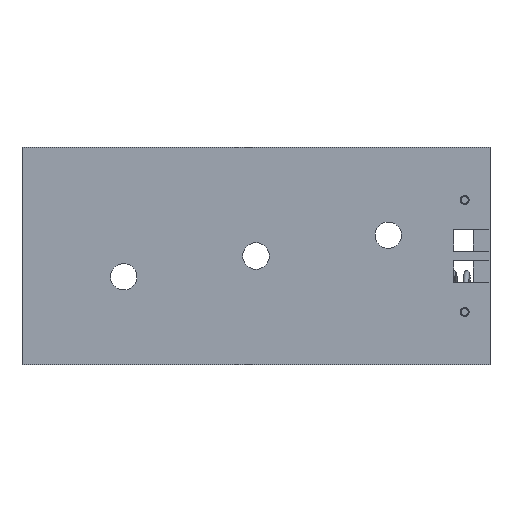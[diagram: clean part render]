
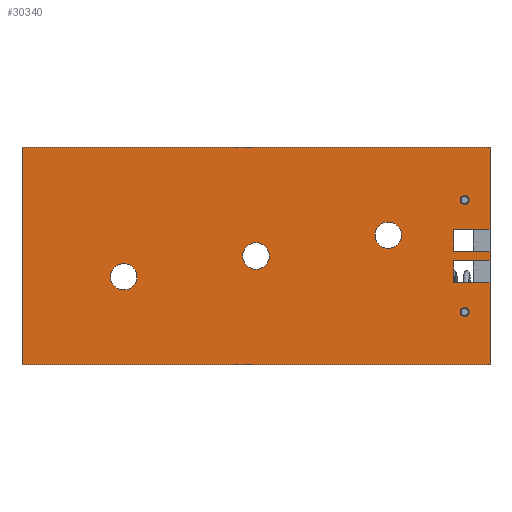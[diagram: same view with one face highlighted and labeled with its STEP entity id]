
A CAD part, front view. The second image highlights one B-rep face of the part: STEP entity #30340.
In plain terms, the highlighted planar face has unit normal (0, -1, 0).
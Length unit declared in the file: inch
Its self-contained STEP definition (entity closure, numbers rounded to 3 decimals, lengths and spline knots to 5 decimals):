
#112 = CARTESIAN_POINT ( 'NONE',  ( 1.30491, -0.38551, 0.43378 ) ) ;
#363 = VECTOR ( 'NONE', #6965, 39.37008 ) ;
#856 = AXIS2_PLACEMENT_3D ( 'NONE', #23361, #8333, #25813 ) ;
#918 = VERTEX_POINT ( 'NONE', #7538 ) ;
#1109 = EDGE_LOOP ( 'NONE', ( #16664, #7984, #25778, #26983, #4022, #24514, #3844, #26271, #17807, #12881, #5030, #31481 ) ) ;
#1142 = VERTEX_POINT ( 'NONE', #20668 ) ;
#1472 = ORIENTED_EDGE ( 'NONE', *, *, #24643, .F. ) ;
#1557 = DIRECTION ( 'NONE',  ( 0., 0., -1. ) ) ;
#1700 = ORIENTED_EDGE ( 'NONE', *, *, #12592, .F. ) ;
#1974 = CIRCLE ( 'NONE', #27445, 0.02 ) ;
#2110 = CARTESIAN_POINT ( 'NONE',  ( 1.30491, -0.38551, -0.53422 ) ) ;
#2117 = DIRECTION ( 'NONE',  ( 0., 0., 1. ) ) ;
#2172 = FACE_BOUND ( 'NONE', #26723, .T. ) ;
#2245 = EDGE_CURVE ( 'NONE', #17010, #29628, #18004, .T. ) ;
#2296 = VECTOR ( 'NONE', #19733, 39.37008 ) ;
#2958 = FACE_BOUND ( 'NONE', #25707, .T. ) ;
#2975 = DIRECTION ( 'NONE',  ( 0., 0., -1. ) ) ;
#3267 = EDGE_CURVE ( 'NONE', #26988, #17148, #21580, .T. ) ;
#3361 = EDGE_CURVE ( 'NONE', #14939, #14939, #14476, .T. ) ;
#3412 = VERTEX_POINT ( 'NONE', #5184 ) ;
#3428 = AXIS2_PLACEMENT_3D ( 'NONE', #31948, #17192, #2117 ) ;
#3844 = ORIENTED_EDGE ( 'NONE', *, *, #8114, .F. ) ;
#3873 = CARTESIAN_POINT ( 'NONE',  ( 1.14291, -0.38551, 0.06878 ) ) ;
#4022 = ORIENTED_EDGE ( 'NONE', *, *, #7715, .T. ) ;
#4448 = CARTESIAN_POINT ( 'NONE',  ( 1.14291, -0.38551, -0.07122 ) ) ;
#4455 = CARTESIAN_POINT ( 'NONE',  ( 1.14291, -0.38551, -0.07122 ) ) ;
#4476 = DIRECTION ( 'NONE',  ( 0., 0., -1. ) ) ;
#4552 = EDGE_CURVE ( 'NONE', #918, #25150, #26659, .T. ) ;
#5030 = ORIENTED_EDGE ( 'NONE', *, *, #7158, .F. ) ;
#5110 = VERTEX_POINT ( 'NONE', #5399 ) ;
#5184 = CARTESIAN_POINT ( 'NONE',  ( 1.30491, -0.38551, 0.06878 ) ) ;
#5399 = CARTESIAN_POINT ( 'NONE',  ( 0.85191, -0.38551, -0.01672 ) ) ;
#5623 = ORIENTED_EDGE ( 'NONE', *, *, #23341, .F. ) ;
#5729 = PLANE ( 'NONE',  #856 ) ;
#6249 = CARTESIAN_POINT ( 'NONE',  ( 0.85191, -0.38551, 0.04228 ) ) ;
#6404 = DIRECTION ( 'NONE',  ( 1., 0., 0. ) ) ;
#6892 = ORIENTED_EDGE ( 'NONE', *, *, #13796, .F. ) ;
#6965 = DIRECTION ( 'NONE',  ( 1., 0., 0. ) ) ;
#7063 = VERTEX_POINT ( 'NONE', #25621 ) ;
#7075 = AXIS2_PLACEMENT_3D ( 'NONE', #6249, #23770, #8770 ) ;
#7158 = EDGE_CURVE ( 'NONE', #15677, #28705, #8207, .T. ) ;
#7409 = AXIS2_PLACEMENT_3D ( 'NONE', #22732, #7690, #25203 ) ;
#7538 = CARTESIAN_POINT ( 'NONE',  ( 1.14291, -0.38551, 0.06878 ) ) ;
#7690 = DIRECTION ( 'NONE',  ( 0., -1., 0. ) ) ;
#7715 = EDGE_CURVE ( 'NONE', #11237, #17148, #11337, .T. ) ;
#7984 = ORIENTED_EDGE ( 'NONE', *, *, #27776, .T. ) ;
#8057 = FACE_OUTER_BOUND ( 'NONE', #1109, .T. ) ;
#8114 = EDGE_CURVE ( 'NONE', #29628, #26988, #9710, .T. ) ;
#8207 = LINE ( 'NONE', #112, #25788 ) ;
#8228 = DIRECTION ( 'NONE',  ( 1., 0., 0. ) ) ;
#8333 = DIRECTION ( 'NONE',  ( 0., 1., 0. ) ) ;
#8770 = DIRECTION ( 'NONE',  ( 0., 0., -1. ) ) ;
#8862 = FACE_BOUND ( 'NONE', #26875, .T. ) ;
#9015 = CARTESIAN_POINT ( 'NONE',  ( -0.78109, -0.38551, 0.43378 ) ) ;
#9316 = LINE ( 'NONE', #23943, #21876 ) ;
#9379 = DIRECTION ( 'NONE',  ( 0., 0., -1. ) ) ;
#9401 = VECTOR ( 'NONE', #6404, 39.37008 ) ;
#9457 = AXIS2_PLACEMENT_3D ( 'NONE', #31413, #16652, #1557 ) ;
#9710 = LINE ( 'NONE', #21622, #28768 ) ;
#11237 = VERTEX_POINT ( 'NONE', #9015 ) ;
#11337 = LINE ( 'NONE', #14814, #16466 ) ;
#12592 = EDGE_CURVE ( 'NONE', #5110, #5110, #15658, .T. ) ;
#12881 = ORIENTED_EDGE ( 'NONE', *, *, #14731, .T. ) ;
#13142 = DIRECTION ( 'NONE',  ( 0., -1., 0. ) ) ;
#13338 = ORIENTED_EDGE ( 'NONE', *, *, #3361, .F. ) ;
#13796 = EDGE_CURVE ( 'NONE', #17678, #17678, #14669, .T. ) ;
#14009 = EDGE_CURVE ( 'NONE', #17067, #3412, #22853, .T. ) ;
#14137 = CARTESIAN_POINT ( 'NONE',  ( 1.30491, -0.38551, -0.07122 ) ) ;
#14248 = LINE ( 'NONE', #18351, #26694 ) ;
#14476 = CIRCLE ( 'NONE', #7409, 0.059 ) ;
#14669 = CIRCLE ( 'NONE', #9457, 0.059 ) ;
#14731 = EDGE_CURVE ( 'NONE', #29398, #28705, #20439, .T. ) ;
#14766 = FACE_BOUND ( 'NONE', #24645, .T. ) ;
#14814 = CARTESIAN_POINT ( 'NONE',  ( -0.78109, -0.38551, 0.43378 ) ) ;
#14939 = VERTEX_POINT ( 'NONE', #27645 ) ;
#15658 = CIRCLE ( 'NONE', #7075, 0.059 ) ;
#15677 = VERTEX_POINT ( 'NONE', #30906 ) ;
#15839 = CARTESIAN_POINT ( 'NONE',  ( 1.14291, -0.38551, -0.16922 ) ) ;
#16232 = VECTOR ( 'NONE', #9379, 39.37008 ) ;
#16466 = VECTOR ( 'NONE', #17343, 39.37008 ) ;
#16652 = DIRECTION ( 'NONE',  ( 0., -1., 0. ) ) ;
#16664 = ORIENTED_EDGE ( 'NONE', *, *, #4552, .F. ) ;
#17010 = VERTEX_POINT ( 'NONE', #19610 ) ;
#17067 = VERTEX_POINT ( 'NONE', #27221 ) ;
#17148 = VERTEX_POINT ( 'NONE', #17792 ) ;
#17192 = DIRECTION ( 'NONE',  ( 0., -1., 0. ) ) ;
#17343 = DIRECTION ( 'NONE',  ( 0., 0., -1. ) ) ;
#17651 = CARTESIAN_POINT ( 'NONE',  ( 1.30491, -0.38551, -0.53422 ) ) ;
#17678 = VERTEX_POINT ( 'NONE', #25406 ) ;
#17792 = CARTESIAN_POINT ( 'NONE',  ( -0.78109, -0.38551, -0.53422 ) ) ;
#17807 = ORIENTED_EDGE ( 'NONE', *, *, #22269, .F. ) ;
#18004 = LINE ( 'NONE', #15839, #23083 ) ;
#18022 = CARTESIAN_POINT ( 'NONE',  ( 1.14291, -0.38551, 0.06878 ) ) ;
#18128 = CARTESIAN_POINT ( 'NONE',  ( 1.14291, -0.38551, -0.02922 ) ) ;
#18346 = DIRECTION ( 'NONE',  ( 1., 0., 0. ) ) ;
#18351 = CARTESIAN_POINT ( 'NONE',  ( 1.14291, -0.38551, -0.16922 ) ) ;
#19610 = CARTESIAN_POINT ( 'NONE',  ( 1.14291, -0.38551, -0.16922 ) ) ;
#19651 = EDGE_LOOP ( 'NONE', ( #6892 ) ) ;
#19733 = DIRECTION ( 'NONE',  ( -1., 0., 0. ) ) ;
#20439 = LINE ( 'NONE', #4448, #363 ) ;
#20668 = CARTESIAN_POINT ( 'NONE',  ( 1.19191, -0.38551, -0.28022 ) ) ;
#20863 = DIRECTION ( 'NONE',  ( 0., 0., -1. ) ) ;
#21213 = EDGE_CURVE ( 'NONE', #17067, #11237, #9316, .T. ) ;
#21443 = FACE_BOUND ( 'NONE', #19651, .T. ) ;
#21580 = LINE ( 'NONE', #2110, #2296 ) ;
#21622 = CARTESIAN_POINT ( 'NONE',  ( 1.30491, -0.38551, 0.43378 ) ) ;
#21876 = VECTOR ( 'NONE', #26406, 39.37008 ) ;
#21972 = LINE ( 'NONE', #3873, #9401 ) ;
#22221 = LINE ( 'NONE', #18128, #27957 ) ;
#22269 = EDGE_CURVE ( 'NONE', #29398, #17010, #14248, .T. ) ;
#22732 = CARTESIAN_POINT ( 'NONE',  ( -0.32809, -0.38551, -0.14272 ) ) ;
#22853 = LINE ( 'NONE', #24976, #16232 ) ;
#23069 = CARTESIAN_POINT ( 'NONE',  ( 1.30491, -0.38551, -0.16922 ) ) ;
#23083 = VECTOR ( 'NONE', #18346, 39.37008 ) ;
#23341 = EDGE_CURVE ( 'NONE', #1142, #1142, #27145, .T. ) ;
#23361 = CARTESIAN_POINT ( 'NONE',  ( 1.30491, -0.38551, 0.43378 ) ) ;
#23770 = DIRECTION ( 'NONE',  ( 0., -1., 0. ) ) ;
#23943 = CARTESIAN_POINT ( 'NONE',  ( 1.30491, -0.38551, 0.43378 ) ) ;
#24514 = ORIENTED_EDGE ( 'NONE', *, *, #3267, .F. ) ;
#24643 = EDGE_CURVE ( 'NONE', #7063, #7063, #1974, .T. ) ;
#24645 = EDGE_LOOP ( 'NONE', ( #1472 ) ) ;
#24976 = CARTESIAN_POINT ( 'NONE',  ( 1.30491, -0.38551, 0.43378 ) ) ;
#25150 = VERTEX_POINT ( 'NONE', #25378 ) ;
#25203 = DIRECTION ( 'NONE',  ( 0., 0., -1. ) ) ;
#25378 = CARTESIAN_POINT ( 'NONE',  ( 1.14291, -0.38551, -0.02922 ) ) ;
#25406 = CARTESIAN_POINT ( 'NONE',  ( 0.26191, -0.38551, -0.10922 ) ) ;
#25621 = CARTESIAN_POINT ( 'NONE',  ( 1.19191, -0.38551, 0.17978 ) ) ;
#25707 = EDGE_LOOP ( 'NONE', ( #13338 ) ) ;
#25778 = ORIENTED_EDGE ( 'NONE', *, *, #14009, .F. ) ;
#25788 = VECTOR ( 'NONE', #29983, 39.37008 ) ;
#25813 = DIRECTION ( 'NONE',  ( 0., 0., 1. ) ) ;
#25885 = VECTOR ( 'NONE', #2975, 39.37008 ) ;
#26271 = ORIENTED_EDGE ( 'NONE', *, *, #2245, .F. ) ;
#26406 = DIRECTION ( 'NONE',  ( -1., 0., 0. ) ) ;
#26659 = LINE ( 'NONE', #18022, #25885 ) ;
#26694 = VECTOR ( 'NONE', #20863, 39.37008 ) ;
#26723 = EDGE_LOOP ( 'NONE', ( #5623 ) ) ;
#26875 = EDGE_LOOP ( 'NONE', ( #1700 ) ) ;
#26983 = ORIENTED_EDGE ( 'NONE', *, *, #21213, .T. ) ;
#26988 = VERTEX_POINT ( 'NONE', #17651 ) ;
#27145 = CIRCLE ( 'NONE', #3428, 0.02 ) ;
#27221 = CARTESIAN_POINT ( 'NONE',  ( 1.30491, -0.38551, 0.43378 ) ) ;
#27445 = AXIS2_PLACEMENT_3D ( 'NONE', #28028, #13142, #30453 ) ;
#27645 = CARTESIAN_POINT ( 'NONE',  ( -0.32809, -0.38551, -0.20172 ) ) ;
#27776 = EDGE_CURVE ( 'NONE', #918, #3412, #21972, .T. ) ;
#27957 = VECTOR ( 'NONE', #8228, 39.37008 ) ;
#28028 = CARTESIAN_POINT ( 'NONE',  ( 1.19191, -0.38551, 0.19978 ) ) ;
#28705 = VERTEX_POINT ( 'NONE', #14137 ) ;
#28768 = VECTOR ( 'NONE', #4476, 39.37008 ) ;
#29398 = VERTEX_POINT ( 'NONE', #4455 ) ;
#29628 = VERTEX_POINT ( 'NONE', #23069 ) ;
#29983 = DIRECTION ( 'NONE',  ( 0., 0., -1. ) ) ;
#30288 = EDGE_CURVE ( 'NONE', #25150, #15677, #22221, .T. ) ;
#30340 = ADVANCED_FACE ( 'NONE', ( #8862, #2958, #2172, #14766, #21443, #8057 ), #5729, .F. ) ;
#30453 = DIRECTION ( 'NONE',  ( 0., 0., -1. ) ) ;
#30906 = CARTESIAN_POINT ( 'NONE',  ( 1.30491, -0.38551, -0.02922 ) ) ;
#31413 = CARTESIAN_POINT ( 'NONE',  ( 0.26191, -0.38551, -0.05022 ) ) ;
#31481 = ORIENTED_EDGE ( 'NONE', *, *, #30288, .F. ) ;
#31948 = CARTESIAN_POINT ( 'NONE',  ( 1.19191, -0.38551, -0.30022 ) ) ;
